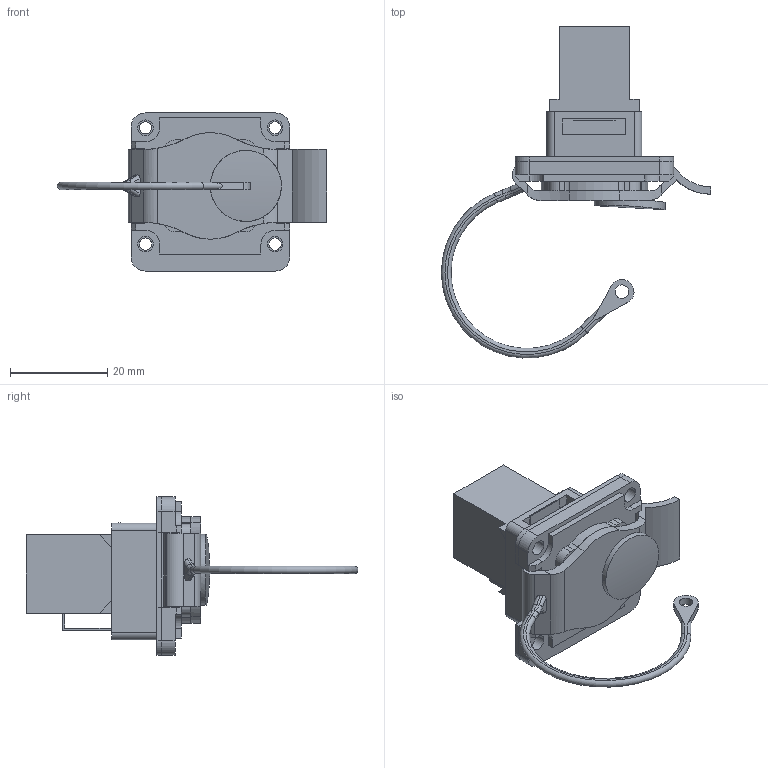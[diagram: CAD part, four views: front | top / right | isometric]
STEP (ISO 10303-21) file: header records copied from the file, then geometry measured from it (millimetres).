
FILE_DESCRIPTION(('Creo Elements/Direct Modeling STEP Export'),'2;1');
FILE_NAME('model.stp','2018-11-13T 8:24:27',(''),(''),'Creo Elements/Direct Modeling STEP processor for AP214 (Solid Model)','Creo Elements/Direct Modeling 18.1I 14-Aug-2016 (C) Parametric Technology GmbH','');
FILE_SCHEMA(('AUTOMOTIVE_DESIGN { 1 0 10303 214 1 1 1 1 }'));
Length unit declared in the file: millimetre
Products named in the file (4): VS-08-SD-F; VS-08-A-RJ45-MOD-1-IP67.2; VS-08-BU-RJ45_BU_RF; VS-08-SET1
Assembly tree (3 placements, depth 2):
  VS-08-SET1
    VS-08-BU-RJ45_BU_RF
    VS-08-A-RJ45-MOD-1-IP67.2
    VS-08-SD-F
Bounding box: 55.35 x 68.21 x 32.5 mm (x, y, z)
Volume: 11542.9 mm3; surface area: 11284.1 mm2
Topology: 3 solids, 3 shells, 370 faces, 999 edges, 658 vertices
Faces by surface type: plane 245, cylinder 111, torus 6, bspline 4, cone 3, extrusion 1
Entity records: 15532 total; most frequent: CARTESIAN_POINT 3535, ORIENTED_EDGE 1998, DIRECTION 1677, EDGE_CURVE 999, VECTOR 683, LINE 682, VERTEX_POINT 658, AXIS2_PLACEMENT_3D 497
